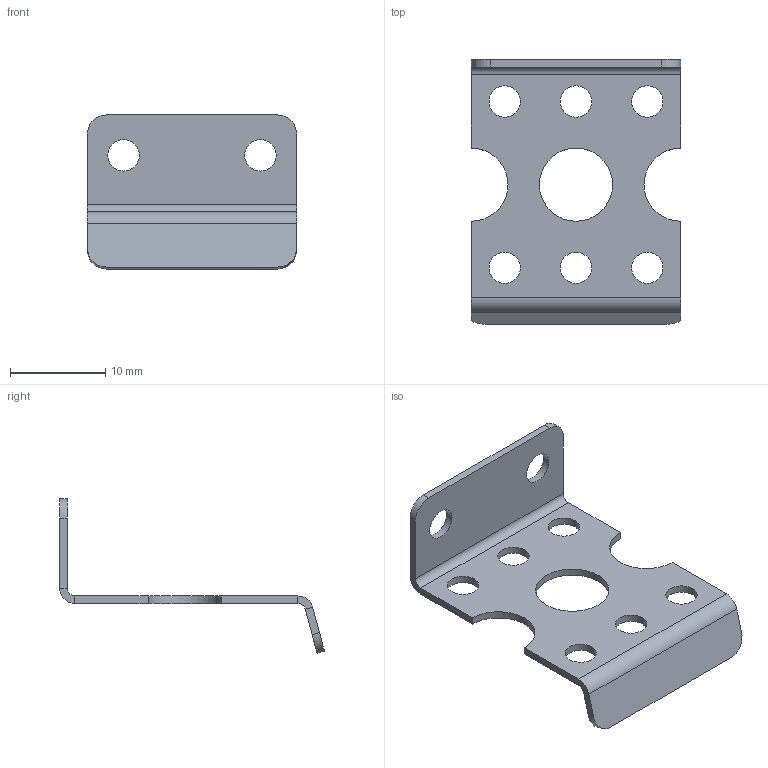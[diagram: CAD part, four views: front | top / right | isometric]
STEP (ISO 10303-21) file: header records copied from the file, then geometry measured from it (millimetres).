
FILE_DESCRIPTION(/* description */ (''),/* implementation_level */ '2;1');
FILE_NAME(/* name */ 'BO Motor Bracket.stp',/* time_stamp */ '2024-01-19T13:49:36+05:30',/* author */ ('dhruv'),/* organization */ (''),/* preprocessor_version */ 'ST-DEVELOPER v20',/* originating_system */ 'Autodesk Inventor 2024',/* authorisation */ '');
FILE_SCHEMA (('AUTOMOTIVE_DESIGN { 1 0 10303 214 3 1 1 }'));
Length unit declared in the file: millimetre
Products named in the file (1): BO Motor Bracket
Bounding box: 22 x 27.85 x 16.2 mm (x, y, z)
Volume: 591.4 mm3; surface area: 1669.4 mm2
Topology: 1 solids, 1 shells, 39 faces, 95 edges, 58 vertices
Faces by surface type: plane 20, cylinder 19
Full cylindrical faces by diameter (mm): 3.3 x8, 7.7 x1
Entity records: 1218 total; most frequent: DIRECTION 213, CARTESIAN_POINT 193, ORIENTED_EDGE 190, EDGE_CURVE 95, AXIS2_PLACEMENT_3D 78, VERTEX_POINT 58, EDGE_LOOP 57, LINE 57
